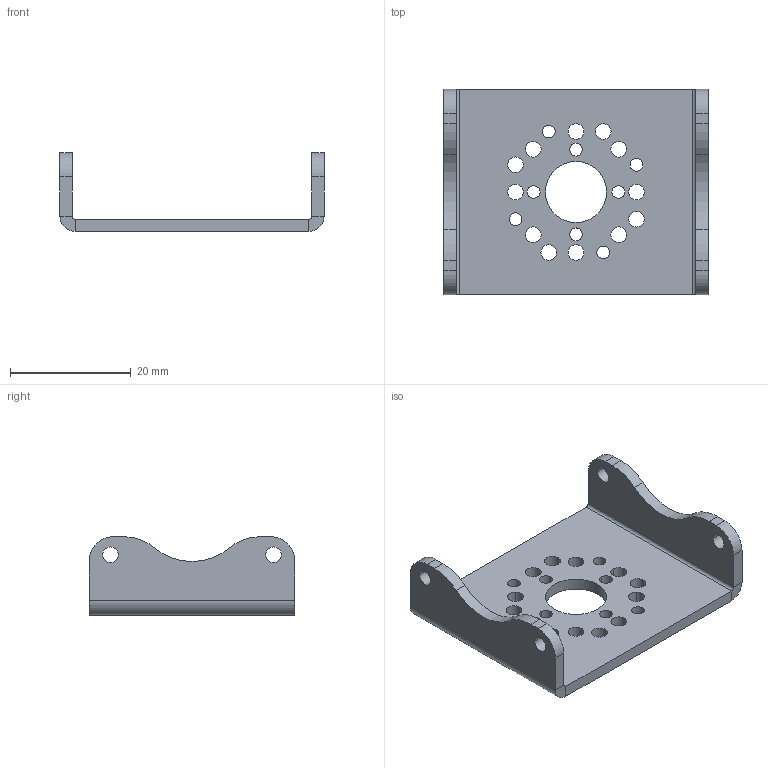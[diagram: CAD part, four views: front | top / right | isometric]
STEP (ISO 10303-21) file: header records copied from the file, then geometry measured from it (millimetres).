
FILE_DESCRIPTION((''),'2;1');
FILE_NAME('BRK002_06','2013-02-22T',('WOOSIK'),(''),'PRO/ENGINEER BY PARAMETRIC TECHNOLOGY CORPORATION, 2010060','PRO/ENGINEER BY PARAMETRIC TECHNOLOGY CORPORATION, 2010060','');
FILE_SCHEMA(('CONFIG_CONTROL_DESIGN'));
Length unit declared in the file: millimetre
Products named in the file (1): BRK002_06
Bounding box: 43.7 x 34 x 13 mm (x, y, z)
Volume: 3773.8 mm3; surface area: 4588.9 mm2
Topology: 1 solids, 1 shells, 92 faces, 246 edges, 156 vertices
Faces by surface type: cylinder 64, plane 20, cone 8
Entity records: 3052 total; most frequent: DIRECTION 566, CARTESIAN_POINT 494, ORIENTED_EDGE 492, EDGE_CURVE 246, AXIS2_PLACEMENT_3D 228, VERTEX_POINT 156, EDGE_LOOP 142, CIRCLE 136
